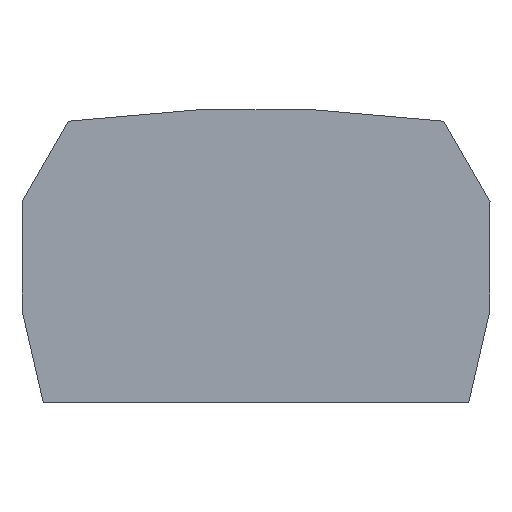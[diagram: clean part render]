
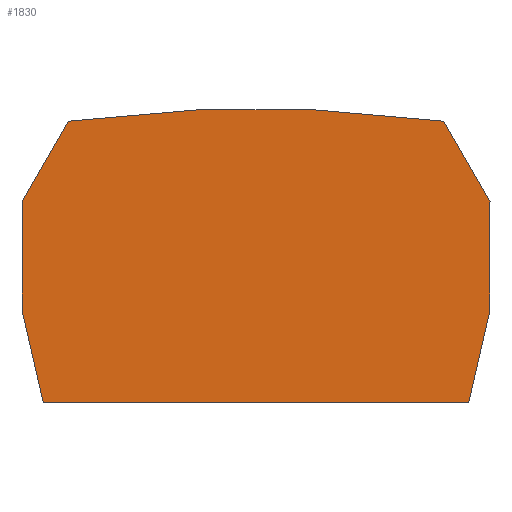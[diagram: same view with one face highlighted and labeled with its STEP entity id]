
A CAD part, left-side view. The second image highlights one B-rep face of the part: STEP entity #1830.
In plain terms, the highlighted face is planar.
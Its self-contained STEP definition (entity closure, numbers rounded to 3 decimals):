
#960=CARTESIAN_POINT('',(20.209,86.296,
8.));
#970=DIRECTION('',(0.,0.,1.));
#980=DIRECTION('',(1.,0.,0.));
#990=AXIS2_PLACEMENT_3D('',#960,#970,#980);
#1000=PLANE('',#990);
#1010=CARTESIAN_POINT('',(20.209,66.943,
8.));
#1020=DIRECTION('',(-1.,0.,0.));
#1030=VECTOR('',#1020,1.);
#1040=LINE('',#1010,#1030);
#1050=CARTESIAN_POINT('',(37.017,66.943,
8.));
#1060=VERTEX_POINT('',#1050);
#1070=CARTESIAN_POINT('',(7.926,66.943,
8.));
#1080=VERTEX_POINT('',#1070);
#1090=EDGE_CURVE('',#1060,#1080,#1040,.T.);
#1100=ORIENTED_EDGE('',*,*,#1090,.F.);
#1110=CARTESIAN_POINT('',(3.458,86.296,
8.));
#1120=DIRECTION('',(-0.225,0.974,0.));
#1130=VECTOR('',#1120,1.);
#1140=LINE('',#1110,#1130);
#1150=CARTESIAN_POINT('',(6.472,73.243,
8.));
#1160=VERTEX_POINT('',#1150);
#1170=EDGE_CURVE('',#1080,#1160,#1140,.T.);
#1180=ORIENTED_EDGE('',*,*,#1170,.F.);
#1190=CARTESIAN_POINT('',(6.472,86.296,
8.));
#1200=DIRECTION('',(0.,1.,0.));
#1210=VECTOR('',#1200,1.);
#1220=LINE('',#1190,#1210);
#1230=CARTESIAN_POINT('',(6.472,80.677,
8.));
#1240=VERTEX_POINT('',#1230);
#1250=EDGE_CURVE('',#1160,#1240,#1220,.T.);
#1260=ORIENTED_EDGE('',*,*,#1250,.F.);
#1270=CARTESIAN_POINT('',(9.716,86.296,
8.));
#1280=DIRECTION('',(0.5,0.866,0.));
#1290=VECTOR('',#1280,1.);
#1300=LINE('',#1270,#1290);
#1310=CARTESIAN_POINT('',(9.638,86.161,
8.));
#1320=VERTEX_POINT('',#1310);
#1330=EDGE_CURVE('',#1240,#1320,#1300,.T.);
#1340=ORIENTED_EDGE('',*,*,#1330,.F.);
#1350=CARTESIAN_POINT('',(20.209,87.086,
8.));
#1360=DIRECTION('',(-0.996,-0.087,0.));
#1370=VECTOR('',#1360,1.);
#1380=LINE('',#1350,#1370);
#1390=CARTESIAN_POINT('',(18.572,86.943,
8.));
#1400=VERTEX_POINT('',#1390);
#1410=EDGE_CURVE('',#1400,#1320,#1380,.T.);
#1420=ORIENTED_EDGE('',*,*,#1410,.T.);
#1430=CARTESIAN_POINT('',(30.962,86.943,
8.));
#1440=DIRECTION('',(-1.,0.,0.));
#1450=VECTOR('',#1440,1.);
#1460=LINE('',#1430,#1450);
#1470=CARTESIAN_POINT('',(26.372,86.943,
8.));
#1480=VERTEX_POINT('',#1470);
#1490=EDGE_CURVE('',#1480,#1400,#1460,.T.);
#1500=ORIENTED_EDGE('',*,*,#1490,.T.);
#1510=CARTESIAN_POINT('',(20.209,87.482,
8.));
#1520=DIRECTION('',(0.996,-0.087,0.));
#1530=VECTOR('',#1520,1.);
#1540=LINE('',#1510,#1530);
#1550=CARTESIAN_POINT('',(35.305,86.161,
8.));
#1560=VERTEX_POINT('',#1550);
#1570=EDGE_CURVE('',#1480,#1560,#1540,.T.);
#1580=ORIENTED_EDGE('',*,*,#1570,.F.);
#1590=CARTESIAN_POINT('',(35.228,86.296,
8.));
#1600=DIRECTION('',(-0.5,0.866,0.));
#1610=VECTOR('',#1600,1.);
#1620=LINE('',#1590,#1610);
#1630=CARTESIAN_POINT('',(38.472,80.677,
8.));
#1640=VERTEX_POINT('',#1630);
#1650=EDGE_CURVE('',#1640,#1560,#1620,.T.);
#1660=ORIENTED_EDGE('',*,*,#1650,.T.);
#1670=CARTESIAN_POINT('',(38.472,86.296,
8.));
#1680=DIRECTION('',(0.,1.,0.));
#1690=VECTOR('',#1680,1.);
#1700=LINE('',#1670,#1690);
#1710=CARTESIAN_POINT('',(38.472,73.243,
8.));
#1720=VERTEX_POINT('',#1710);
#1730=EDGE_CURVE('',#1720,#1640,#1700,.T.);
#1740=ORIENTED_EDGE('',*,*,#1730,.T.);
#1750=CARTESIAN_POINT('',(41.485,86.296,
8.));
#1760=DIRECTION('',(0.225,0.974,0.));
#1770=VECTOR('',#1760,1.);
#1780=LINE('',#1750,#1770);
#1790=EDGE_CURVE('',#1060,#1720,#1780,.T.);
#1800=ORIENTED_EDGE('',*,*,#1790,.T.);
#1810=EDGE_LOOP('',(#1800,#1740,#1660,#1580,#1500,#1420,#1340,#1260,
#1180,#1100));
#1820=FACE_OUTER_BOUND('',#1810,.T.);
#1830=ADVANCED_FACE('',(#1820),#1000,.T.);
